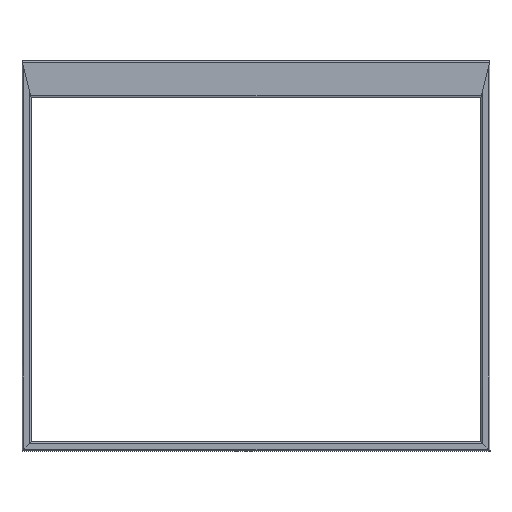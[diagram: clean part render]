
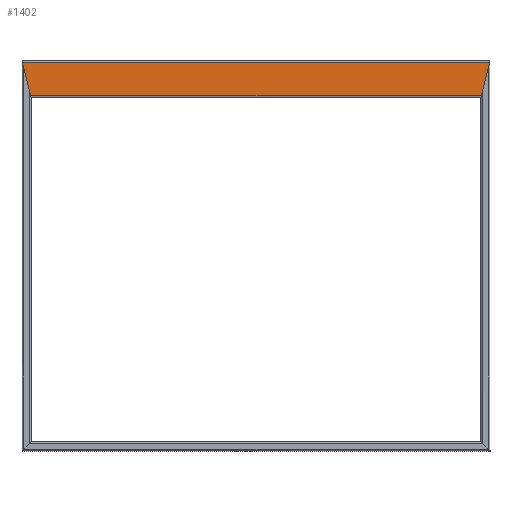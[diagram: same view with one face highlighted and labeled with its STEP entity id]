
A CAD part, top view. The second image highlights one B-rep face of the part: STEP entity #1402.
In plain terms, the highlighted planar face has unit normal (0, 0, 1).
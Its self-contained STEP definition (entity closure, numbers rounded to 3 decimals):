
#65 = FACE_OUTER_BOUND ( 'NONE', #2283, .T. ) ;
#110 = VERTEX_POINT ( 'NONE', #1280 ) ;
#119 = DIRECTION ( 'NONE',  ( 1., 0., 0. ) ) ;
#147 = LINE ( 'NONE', #1966, #1245 ) ;
#198 = CARTESIAN_POINT ( 'NONE',  ( -509., 436., 10. ) ) ;
#317 = VECTOR ( 'NONE', #1805, 1000. ) ;
#400 = CARTESIAN_POINT ( 'NONE',  ( 491., 364., 10. ) ) ;
#447 = PLANE ( 'NONE',  #746 ) ;
#478 = DIRECTION ( 'NONE',  ( 1., 0., 0. ) ) ;
#527 = VERTEX_POINT ( 'NONE', #400 ) ;
#583 = EDGE_CURVE ( 'NONE', #110, #527, #1184, .T. ) ;
#746 = AXIS2_PLACEMENT_3D ( 'NONE', #2062, #1713, #2243 ) ;
#865 = ORIENTED_EDGE ( 'NONE', *, *, #2222, .F. ) ;
#965 = VECTOR ( 'NONE', #1050, 1000. ) ;
#1028 = LINE ( 'NONE', #1239, #965 ) ;
#1050 = DIRECTION ( 'NONE',  ( 0.243, -0.97, 0. ) ) ;
#1065 = LINE ( 'NONE', #1775, #317 ) ;
#1184 = LINE ( 'NONE', #2111, #1477 ) ;
#1239 = CARTESIAN_POINT ( 'NONE',  ( -491.529, 366.118, 10. ) ) ;
#1245 = VECTOR ( 'NONE', #119, 1000. ) ;
#1261 = VERTEX_POINT ( 'NONE', #2172 ) ;
#1280 = CARTESIAN_POINT ( 'NONE',  ( -491., 364., 10. ) ) ;
#1384 = ORIENTED_EDGE ( 'NONE', *, *, #583, .T. ) ;
#1402 = ADVANCED_FACE ( 'NONE', ( #65 ), #447, .F. ) ;
#1450 = EDGE_CURVE ( 'NONE', #2070, #1261, #147, .T. ) ;
#1477 = VECTOR ( 'NONE', #478, 1000. ) ;
#1676 = ORIENTED_EDGE ( 'NONE', *, *, #1856, .T. ) ;
#1713 = DIRECTION ( 'NONE',  ( 0., 0., -1. ) ) ;
#1775 = CARTESIAN_POINT ( 'NONE',  ( 432.706, 130.824, 10. ) ) ;
#1805 = DIRECTION ( 'NONE',  ( -0.243, -0.97, 0. ) ) ;
#1856 = EDGE_CURVE ( 'NONE', #2070, #110, #1028, .T. ) ;
#1916 = ORIENTED_EDGE ( 'NONE', *, *, #1450, .F. ) ;
#1966 = CARTESIAN_POINT ( 'NONE',  ( -500., 436., 10. ) ) ;
#2062 = CARTESIAN_POINT ( 'NONE',  ( -500., 364., 10. ) ) ;
#2070 = VERTEX_POINT ( 'NONE', #198 ) ;
#2111 = CARTESIAN_POINT ( 'NONE',  ( -500., 364., 10. ) ) ;
#2172 = CARTESIAN_POINT ( 'NONE',  ( 509., 436., 10. ) ) ;
#2222 = EDGE_CURVE ( 'NONE', #1261, #527, #1065, .T. ) ;
#2243 = DIRECTION ( 'NONE',  ( 0., 1., 0. ) ) ;
#2283 = EDGE_LOOP ( 'NONE', ( #1916, #1676, #1384, #865 ) ) ;
